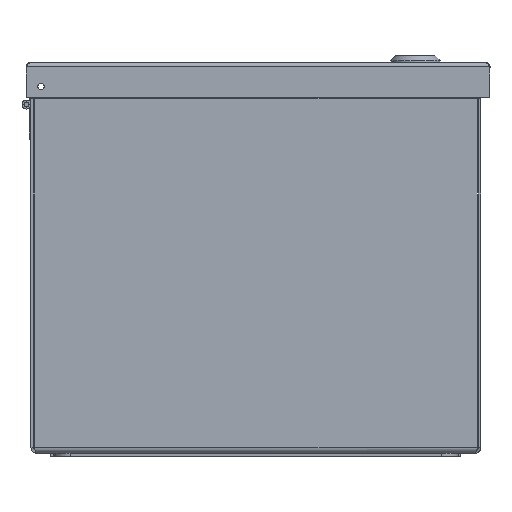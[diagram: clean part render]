
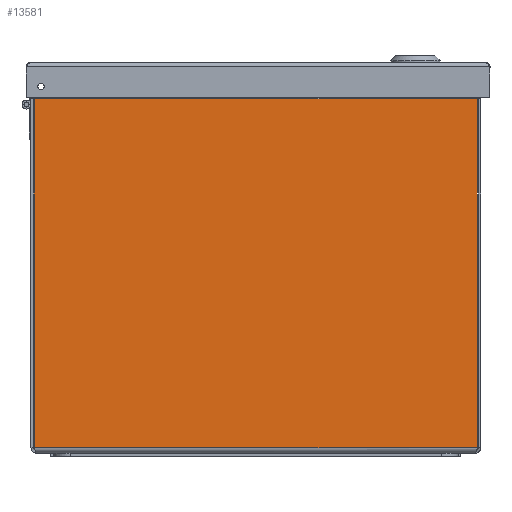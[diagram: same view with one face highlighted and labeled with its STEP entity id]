
A CAD part, left-side view. The second image highlights one B-rep face of the part: STEP entity #13581.
In plain terms, the highlighted face is planar.
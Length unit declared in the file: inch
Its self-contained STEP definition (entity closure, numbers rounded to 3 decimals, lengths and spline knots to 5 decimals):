
#1410=PLANE('',#14859);
#1970=FACE_OUTER_BOUND('',#2808,.T.);
#2808=EDGE_LOOP('',(#10365,#10366,#10367,#10368));
#3810=LINE('',#21979,#4944);
#3845=LINE('',#22298,#4979);
#3846=LINE('',#22300,#4980);
#3847=LINE('',#22301,#4981);
#4944=VECTOR('',#17244,0.3937);
#4979=VECTOR('',#17333,0.3937);
#4980=VECTOR('',#17334,0.3937);
#4981=VECTOR('',#17335,0.3937);
#6146=VERTEX_POINT('',#21967);
#6147=VERTEX_POINT('',#21978);
#6170=VERTEX_POINT('',#22297);
#6171=VERTEX_POINT('',#22299);
#7615=EDGE_CURVE('',#6147,#6146,#3810,.T.);
#7665=EDGE_CURVE('',#6170,#6146,#3845,.T.);
#7666=EDGE_CURVE('',#6170,#6171,#3846,.T.);
#7667=EDGE_CURVE('',#6147,#6171,#3847,.T.);
#10365=ORIENTED_EDGE('',*,*,#7615,.T.);
#10366=ORIENTED_EDGE('',*,*,#7665,.F.);
#10367=ORIENTED_EDGE('',*,*,#7666,.T.);
#10368=ORIENTED_EDGE('',*,*,#7667,.F.);
#13581=ADVANCED_FACE('',(#1970),#1410,.F.);
#14859=AXIS2_PLACEMENT_3D('',#22296,#17331,#17332);
#17244=DIRECTION('',(-1.,0.,0.));
#17331=DIRECTION('center_axis',(0.,1.,0.));
#17332=DIRECTION('ref_axis',(1.,0.,0.));
#17333=DIRECTION('',(0.,0.,1.));
#17334=DIRECTION('',(1.,0.,0.));
#17335=DIRECTION('',(0.,0.,-1.));
#21967=CARTESIAN_POINT('',(-4.92509,-6.,7.8785));
#21978=CARTESIAN_POINT('',(4.92509,-6.,7.8785));
#21979=CARTESIAN_POINT('',(2.46255,-6.,7.8785));
#22296=CARTESIAN_POINT('Origin',(0.,-6.,
4.00503));
#22297=CARTESIAN_POINT('',(-4.92509,-6.,0.1215));
#22298=CARTESIAN_POINT('',(-4.92509,-6.,0.1215));
#22299=CARTESIAN_POINT('',(4.92509,-6.,0.1215));
#22300=CARTESIAN_POINT('',(0.,-6.,0.1215));
#22301=CARTESIAN_POINT('',(4.92509,-6.,0.1215));
